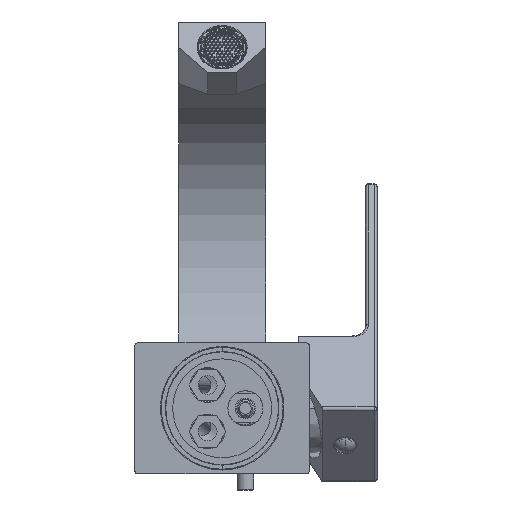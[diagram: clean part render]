
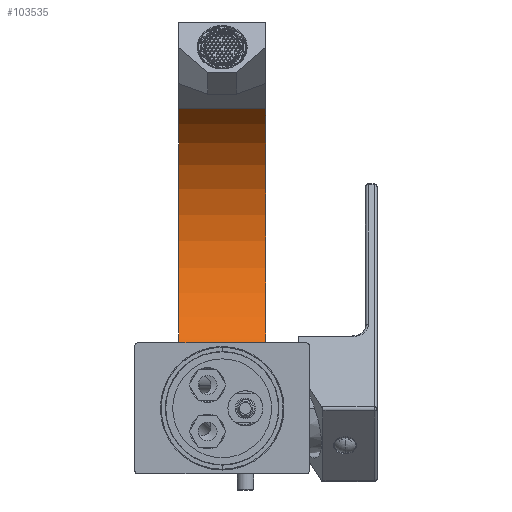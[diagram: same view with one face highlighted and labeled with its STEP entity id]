
A CAD part, front view. The second image highlights one B-rep face of the part: STEP entity #103535.
In plain terms, the highlighted cylindrical face has radius 52.491 mm (diameter 104.982 mm), a partial arc.
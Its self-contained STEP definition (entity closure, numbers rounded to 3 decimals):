
#50759=CARTESIAN_POINT('',(15.,222.709,57.491));
#50760=DIRECTION('',(1.,0.,0.));
#50761=DIRECTION('',(0.,0.,-1.));
#50762=AXIS2_PLACEMENT_3D('',#50759,#50760,#50761);
#52312=DIRECTION('',(1.,0.,0.));
#52313=VECTOR('',#52312,30.);
#52314=CARTESIAN_POINT('',(-15.,248.954,102.95));
#52315=LINE('',#52314,#52313);
#52320=DIRECTION('',(1.,0.,0.));
#52321=VECTOR('',#52320,30.);
#52322=CARTESIAN_POINT('',(-15.,222.709,5.));
#52323=LINE('',#52322,#52321);
#52324=CARTESIAN_POINT('',(-15.,222.709,57.491));
#52325=DIRECTION('',(1.,0.,0.));
#52326=DIRECTION('',(0.,0.,-1.));
#52327=AXIS2_PLACEMENT_3D('',#52324,#52325,#52326);
#60138=CARTESIAN_POINT('',(-15.,222.709,5.));
#60139=CARTESIAN_POINT('',(15.,222.709,5.));
#60140=VERTEX_POINT('',#60138);
#60141=VERTEX_POINT('',#60139);
#60146=CARTESIAN_POINT('',(-15.,248.954,102.95));
#60147=CARTESIAN_POINT('',(15.,248.954,102.95));
#60148=VERTEX_POINT('',#60146);
#60149=VERTEX_POINT('',#60147);
#103523=CARTESIAN_POINT('',(-1.,222.709,57.491));
#103524=DIRECTION('',(1.,0.,0.));
#103525=DIRECTION('',(0.,0.,1.));
#103526=AXIS2_PLACEMENT_3D('',#103523,#103524,#103525);
#103527=CYLINDRICAL_SURFACE('',#103526,52.491);
#103529=ORIENTED_EDGE('',*,*,#103528,.F.);
#103530=ORIENTED_EDGE('',*,*,#103407,.T.);
#103531=ORIENTED_EDGE('',*,*,#103510,.T.);
#103532=ORIENTED_EDGE('',*,*,#100728,.F.);
#103533=EDGE_LOOP('',(#103529,#103530,#103531,#103532));
#103534=FACE_OUTER_BOUND('',#103533,.F.);
#103535=ADVANCED_FACE('',(#103534),#103527,.F.);
#50763=CIRCLE('',#50762,52.491);
#52328=CIRCLE('',#52327,52.491);
#100728=EDGE_CURVE('',#60141,#60149,#50763,.T.);
#103407=EDGE_CURVE('',#60140,#60148,#52328,.T.);
#103510=EDGE_CURVE('',#60148,#60149,#52315,.T.);
#103528=EDGE_CURVE('',#60140,#60141,#52323,.T.);
